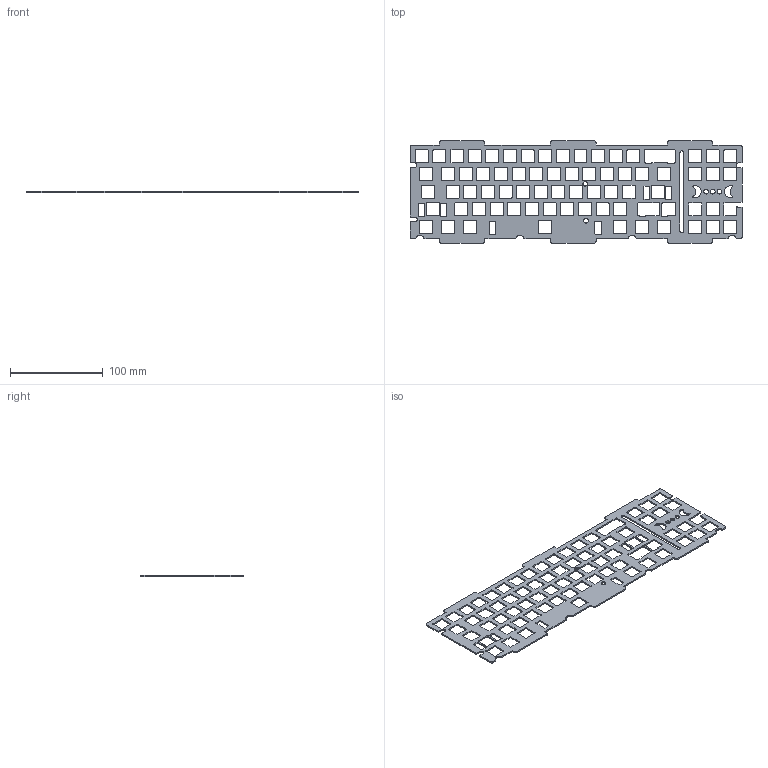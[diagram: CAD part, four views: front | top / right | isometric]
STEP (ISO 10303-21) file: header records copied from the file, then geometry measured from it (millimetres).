
FILE_DESCRIPTION(/* description */ (''),/* implementation_level */ '2;1');
FILE_NAME(/* name */ 'Eclipse_WKL_ANSI_11-2022.step',/* time_stamp */ '2022-11-02T12:32:15+01:00',/* author */ (''),/* organization */ (''),/* preprocessor_version */ 'ST-DEVELOPER v19.2',/* originating_system */ 'Autodesk Translation Framework v11.17.0.187',/* authorisation */ '');
FILE_SCHEMA (('AUTOMOTIVE_DESIGN { 1 0 10303 214 3 1 1 }'));
Length unit declared in the file: millimetre
Products named in the file (1): Plates
Bounding box: 358.57 x 110.32 x 1.5 mm (x, y, z)
Volume: 32187.1 mm3; surface area: 51456.8 mm2
Topology: 1 solids, 1 shells, 738 faces, 2208 edges, 1472 vertices
Faces by surface type: plane 382, bspline 316, cylinder 40
Full cylindrical faces by diameter (mm): 5 x5
Entity records: 26841 total; most frequent: CARTESIAN_POINT 8703, ORIENTED_EDGE 4416, DIRECTION 2502, EDGE_CURVE 2208, LINE 1496, VECTOR 1496, VERTEX_POINT 1472, EDGE_LOOP 910
